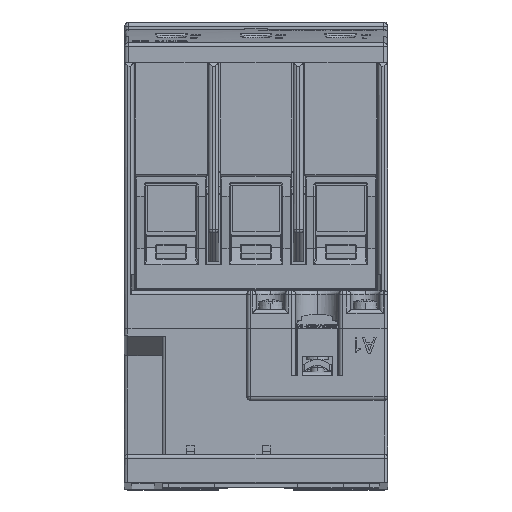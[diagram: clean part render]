
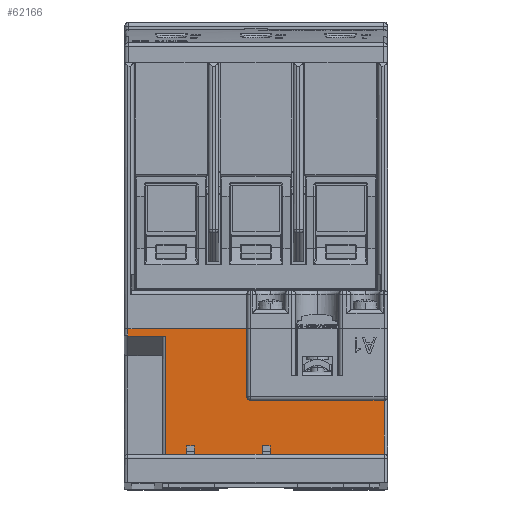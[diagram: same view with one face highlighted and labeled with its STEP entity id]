
A CAD part, top view. The second image highlights one B-rep face of the part: STEP entity #62166.
In plain terms, the highlighted planar face has unit normal (0, 0, 1).
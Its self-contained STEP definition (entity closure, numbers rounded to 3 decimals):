
#7248 = AXIS2_PLACEMENT_3D ( 'NONE', #9462, #9463, #9464 ) ;
#9461 = PLANE ( 'NONE',  #7248 ) ;
#9462 = CARTESIAN_POINT ( 'NONE',  ( -34.904, 70.337, 62.187 ) ) ;
#9463 = DIRECTION ( 'NONE',  ( 0., 0., -1. ) ) ;
#9464 = DIRECTION ( 'NONE',  ( -1., 0., 0. ) ) ;
#38010 = VERTEX_POINT ( 'NONE', #185291 ) ;
#38011 = VERTEX_POINT ( 'NONE', #185293 ) ;
#38237 = VERTEX_POINT ( 'NONE', #185741 ) ;
#58600 = VERTEX_POINT ( 'NONE', #94726 ) ;
#58602 = VERTEX_POINT ( 'NONE', #94729 ) ;
#58917 = VERTEX_POINT ( 'NONE', #95177 ) ;
#58919 = VERTEX_POINT ( 'NONE', #95180 ) ;
#59295 = VERTEX_POINT ( 'NONE', #95708 ) ;
#59297 = VERTEX_POINT ( 'NONE', #95711 ) ;
#59299 = VERTEX_POINT ( 'NONE', #95712 ) ;
#59300 = VERTEX_POINT ( 'NONE', #95715 ) ;
#59303 = VERTEX_POINT ( 'NONE', #95718 ) ;
#59304 = VERTEX_POINT ( 'NONE', #95720 ) ;
#59306 = VERTEX_POINT ( 'NONE', #95723 ) ;
#59308 = VERTEX_POINT ( 'NONE', #95726 ) ;
#59317 = VERTEX_POINT ( 'NONE', #95738 ) ;
#59318 = VERTEX_POINT ( 'NONE', #95741 ) ;
#62166 = ADVANCED_FACE ( 'NONE', ( #147832 ), #9461, .F. ) ;
#66737 = EDGE_CURVE ( 'NONE', #58600, #58602, #73234, .T. ) ;
#68867 = EDGE_CURVE ( 'NONE', #38237, #38011, #84993, .T. ) ;
#69104 = EDGE_CURVE ( 'NONE', #38010, #38011, #85316, .T. ) ;
#72072 = CARTESIAN_POINT ( 'NONE',  ( -1.404, -18.127, 62.187 ) ) ;
#72073 = DIRECTION ( 'NONE',  ( 0., 0., 1. ) ) ;
#72074 = DIRECTION ( 'NONE',  ( 1., 0., 0. ) ) ;
#73234 = CIRCLE ( 'NONE', #73244, 1.003 ) ;
#73244 = AXIS2_PLACEMENT_3D ( 'NONE', #72072, #72073, #72074 ) ;
#76325 = EDGE_LOOP ( 'NONE', ( #90463, #90464, #90465, #90461, #90467, #90468, #90466, #90469, #90470, #90471, #90472, #90473, #90474, #90475, #90476, #90477, #90478 ) ) ;
#84993 = LINE ( 'NONE', #109051, #115316 ) ;
#85316 = LINE ( 'NONE', #115949, #115492 ) ;
#85790 = EDGE_CURVE ( 'NONE', #38237, #58600, #136634, .T. ) ;
#85791 = EDGE_CURVE ( 'NONE', #58602, #58919, #136635, .T. ) ;
#85792 = EDGE_CURVE ( 'NONE', #58919, #58917, #136636, .T. ) ;
#85794 = EDGE_CURVE ( 'NONE', #59295, #59297, #136638, .T. ) ;
#85797 = EDGE_CURVE ( 'NONE', #59297, #59299, #136641, .T. ) ;
#85798 = EDGE_CURVE ( 'NONE', #59299, #59300, #136642, .T. ) ;
#85801 = EDGE_CURVE ( 'NONE', #59303, #59304, #136645, .T. ) ;
#85804 = EDGE_CURVE ( 'NONE', #59304, #59306, #136648, .T. ) ;
#85805 = EDGE_CURVE ( 'NONE', #59306, #59308, #136649, .T. ) ;
#85811 = EDGE_CURVE ( 'NONE', #59317, #59318, #136655, .T. ) ;
#85855 = EDGE_CURVE ( 'NONE', #58917, #59295, #136696, .T. ) ;
#85856 = EDGE_CURVE ( 'NONE', #59300, #59303, #136697, .T. ) ;
#85857 = EDGE_CURVE ( 'NONE', #59308, #59317, #136698, .T. ) ;
#86178 = EDGE_CURVE ( 'NONE', #59318, #38010, #137005, .T. ) ;
#90461 = ORIENTED_EDGE ( 'NONE', *, *, #86178, .F. ) ;
#90463 = ORIENTED_EDGE ( 'NONE', *, *, #85790, .F. ) ;
#90464 = ORIENTED_EDGE ( 'NONE', *, *, #68867, .T. ) ;
#90465 = ORIENTED_EDGE ( 'NONE', *, *, #69104, .F. ) ;
#90466 = ORIENTED_EDGE ( 'NONE', *, *, #85805, .F. ) ;
#90467 = ORIENTED_EDGE ( 'NONE', *, *, #85811, .F. ) ;
#90468 = ORIENTED_EDGE ( 'NONE', *, *, #85857, .F. ) ;
#90469 = ORIENTED_EDGE ( 'NONE', *, *, #85804, .F. ) ;
#90470 = ORIENTED_EDGE ( 'NONE', *, *, #85801, .F. ) ;
#90471 = ORIENTED_EDGE ( 'NONE', *, *, #85856, .F. ) ;
#90472 = ORIENTED_EDGE ( 'NONE', *, *, #85798, .F. ) ;
#90473 = ORIENTED_EDGE ( 'NONE', *, *, #85797, .F. ) ;
#90474 = ORIENTED_EDGE ( 'NONE', *, *, #85794, .F. ) ;
#90475 = ORIENTED_EDGE ( 'NONE', *, *, #85855, .F. ) ;
#90476 = ORIENTED_EDGE ( 'NONE', *, *, #85792, .F. ) ;
#90477 = ORIENTED_EDGE ( 'NONE', *, *, #85791, .F. ) ;
#90478 = ORIENTED_EDGE ( 'NONE', *, *, #66737, .F. ) ;
#94726 = CARTESIAN_POINT ( 'NONE',  ( -2.407, -18.127, 62.187 ) ) ;
#94729 = CARTESIAN_POINT ( 'NONE',  ( -1.404, -19.13, 62.187 ) ) ;
#95177 = CARTESIAN_POINT ( 'NONE',  ( 33.901, -33.373, 62.187 ) ) ;
#95180 = CARTESIAN_POINT ( 'NONE',  ( 33.901, -19.13, 62.187 ) ) ;
#95708 = CARTESIAN_POINT ( 'NONE',  ( 3.711, -33.373, 62.187 ) ) ;
#95711 = CARTESIAN_POINT ( 'NONE',  ( 3.711, -31.166, 62.187 ) ) ;
#95712 = CARTESIAN_POINT ( 'NONE',  ( 1.705, -31.166, 62.187 ) ) ;
#95715 = CARTESIAN_POINT ( 'NONE',  ( 1.705, -33.373, 62.187 ) ) ;
#95718 = CARTESIAN_POINT ( 'NONE',  ( -16.349, -33.373, 62.187 ) ) ;
#95720 = CARTESIAN_POINT ( 'NONE',  ( -16.349, -31.166, 62.187 ) ) ;
#95723 = CARTESIAN_POINT ( 'NONE',  ( -18.355, -31.166, 62.187 ) ) ;
#95726 = CARTESIAN_POINT ( 'NONE',  ( -18.355, -33.373, 62.187 ) ) ;
#95738 = CARTESIAN_POINT ( 'NONE',  ( -23.871, -33.373, 62.187 ) ) ;
#95741 = CARTESIAN_POINT ( 'NONE',  ( -23.871, -2.079, 62.187 ) ) ;
#109051 = CARTESIAN_POINT ( 'NONE',  ( -34.904, -0.073, 62.187 ) ) ;
#109054 = DIRECTION ( 'NONE',  ( -1., 0., 0. ) ) ;
#115316 = VECTOR ( 'NONE', #109054, 1000. ) ;
#115492 = VECTOR ( 'NONE', #115951, 1000. ) ;
#115949 = CARTESIAN_POINT ( 'NONE',  ( -33.901, 70.337, 62.187 ) ) ;
#115951 = DIRECTION ( 'NONE',  ( 0., 1., 0. ) ) ;
#136634 = LINE ( 'NONE', #139952, #137715 ) ;
#136635 = LINE ( 'NONE', #139955, #137716 ) ;
#136636 = LINE ( 'NONE', #139958, #137717 ) ;
#136638 = LINE ( 'NONE', #139964, #137719 ) ;
#136641 = LINE ( 'NONE', #139973, #137722 ) ;
#136642 = LINE ( 'NONE', #139978, #137723 ) ;
#136645 = LINE ( 'NONE', #139987, #137726 ) ;
#136648 = LINE ( 'NONE', #139997, #137729 ) ;
#136649 = LINE ( 'NONE', #140000, #137730 ) ;
#136655 = LINE ( 'NONE', #140020, #137737 ) ;
#136696 = LINE ( 'NONE', #140179, #137782 ) ;
#136697 = LINE ( 'NONE', #140181, #137783 ) ;
#136698 = LINE ( 'NONE', #140183, #137784 ) ;
#137005 = LINE ( 'NONE', #141017, #141192 ) ;
#137715 = VECTOR ( 'NONE', #139953, 1000. ) ;
#137716 = VECTOR ( 'NONE', #139956, 1000. ) ;
#137717 = VECTOR ( 'NONE', #139959, 1000. ) ;
#137719 = VECTOR ( 'NONE', #139965, 1000. ) ;
#137722 = VECTOR ( 'NONE', #139975, 1000. ) ;
#137723 = VECTOR ( 'NONE', #139979, 1000. ) ;
#137726 = VECTOR ( 'NONE', #139989, 1000. ) ;
#137729 = VECTOR ( 'NONE', #139998, 1000. ) ;
#137730 = VECTOR ( 'NONE', #140001, 1000. ) ;
#137737 = VECTOR ( 'NONE', #140021, 1000. ) ;
#137782 = VECTOR ( 'NONE', #140180, 1000. ) ;
#137783 = VECTOR ( 'NONE', #140182, 1000. ) ;
#137784 = VECTOR ( 'NONE', #140184, 1000. ) ;
#139952 = CARTESIAN_POINT ( 'NONE',  ( -2.407, 70.337, 62.187 ) ) ;
#139953 = DIRECTION ( 'NONE',  ( 0., -1., 0. ) ) ;
#139955 = CARTESIAN_POINT ( 'NONE',  ( -34.904, -19.13, 62.187 ) ) ;
#139956 = DIRECTION ( 'NONE',  ( 1., 0., 0. ) ) ;
#139958 = CARTESIAN_POINT ( 'NONE',  ( 33.901, 70.337, 62.187 ) ) ;
#139959 = DIRECTION ( 'NONE',  ( 0., -1., 0. ) ) ;
#139964 = CARTESIAN_POINT ( 'NONE',  ( 3.711, 70.337, 62.187 ) ) ;
#139965 = DIRECTION ( 'NONE',  ( 0., 1., 0. ) ) ;
#139973 = CARTESIAN_POINT ( 'NONE',  ( -34.904, -31.166, 62.187 ) ) ;
#139975 = DIRECTION ( 'NONE',  ( -1., 0., 0. ) ) ;
#139978 = CARTESIAN_POINT ( 'NONE',  ( 1.705, 70.337, 62.187 ) ) ;
#139979 = DIRECTION ( 'NONE',  ( 0., -1., 0. ) ) ;
#139987 = CARTESIAN_POINT ( 'NONE',  ( -16.349, 70.337, 62.187 ) ) ;
#139989 = DIRECTION ( 'NONE',  ( 0., 1., 0. ) ) ;
#139997 = CARTESIAN_POINT ( 'NONE',  ( -34.904, -31.166, 62.187 ) ) ;
#139998 = DIRECTION ( 'NONE',  ( -1., 0., 0. ) ) ;
#140000 = CARTESIAN_POINT ( 'NONE',  ( -18.355, 70.337, 62.187 ) ) ;
#140001 = DIRECTION ( 'NONE',  ( 0., -1., 0. ) ) ;
#140020 = CARTESIAN_POINT ( 'NONE',  ( -23.871, 70.337, 62.187 ) ) ;
#140021 = DIRECTION ( 'NONE',  ( 0., 1., 0. ) ) ;
#140179 = CARTESIAN_POINT ( 'NONE',  ( -34.904, -33.373, 62.187 ) ) ;
#140180 = DIRECTION ( 'NONE',  ( -1., 0., 0. ) ) ;
#140181 = CARTESIAN_POINT ( 'NONE',  ( -34.904, -33.373, 62.187 ) ) ;
#140182 = DIRECTION ( 'NONE',  ( -1., 0., 0. ) ) ;
#140183 = CARTESIAN_POINT ( 'NONE',  ( -34.904, -33.373, 62.187 ) ) ;
#140184 = DIRECTION ( 'NONE',  ( -1., 0., 0. ) ) ;
#141017 = CARTESIAN_POINT ( 'NONE',  ( -9.145, -2.079, 62.187 ) ) ;
#141018 = DIRECTION ( 'NONE',  ( -1., 0., 0. ) ) ;
#141192 = VECTOR ( 'NONE', #141018, 1000. ) ;
#147832 = FACE_OUTER_BOUND ( 'NONE', #76325, .T. ) ;
#185291 = CARTESIAN_POINT ( 'NONE',  ( -33.901, -2.079, 62.187 ) ) ;
#185293 = CARTESIAN_POINT ( 'NONE',  ( -33.901, -0.073, 62.187 ) ) ;
#185741 = CARTESIAN_POINT ( 'NONE',  ( -2.407, -0.073, 62.187 ) ) ;
